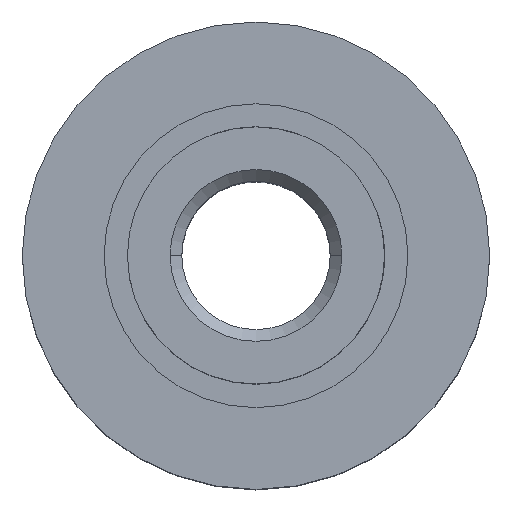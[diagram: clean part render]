
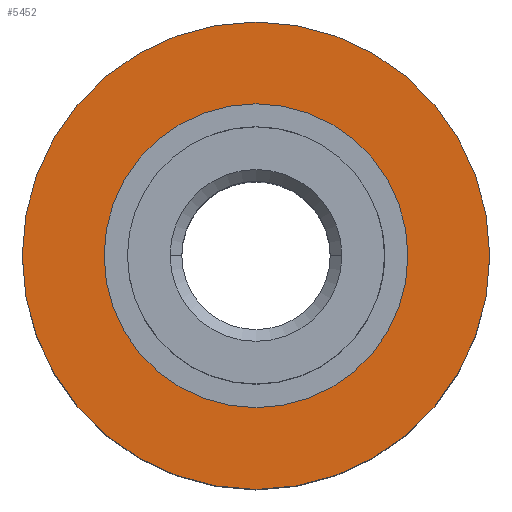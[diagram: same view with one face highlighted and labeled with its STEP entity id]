
A CAD part, top view. The second image highlights one B-rep face of the part: STEP entity #5452.
In plain terms, the highlighted planar face has unit normal (0, 0, 1).
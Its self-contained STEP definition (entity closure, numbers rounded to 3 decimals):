
#273 = CIRCLE ( 'NONE', #2827, 10. ) ;
#284 = CIRCLE ( 'NONE', #2832, 6.5 ) ;
#535 = AXIS2_PLACEMENT_3D ( 'NONE', #4838, #4836, #4842 ) ;
#648 = EDGE_CURVE ( 'NONE', #3303, #3334, #273, .T. ) ;
#656 = EDGE_CURVE ( 'NONE', #3320, #3335, #284, .T. ) ;
#867 = CIRCLE ( 'NONE', #1768, 10. ) ;
#868 = CIRCLE ( 'NONE', #1769, 6.5 ) ;
#1155 = FACE_BOUND ( 'NONE', #3716, .T. ) ;
#1162 = FACE_OUTER_BOUND ( 'NONE', #3714, .T. ) ;
#1768 = AXIS2_PLACEMENT_3D ( 'NONE', #4407, #4408, #4409 ) ;
#1769 = AXIS2_PLACEMENT_3D ( 'NONE', #4410, #4411, #4412 ) ;
#2308 = CARTESIAN_POINT ( 'NONE',  ( 10., 0., 6.401 ) ) ;
#2325 = CARTESIAN_POINT ( 'NONE',  ( -6.5, 0., 6.401 ) ) ;
#2339 = CARTESIAN_POINT ( 'NONE',  ( -10., 0., 6.401 ) ) ;
#2340 = CARTESIAN_POINT ( 'NONE',  ( 6.5, 0., 6.401 ) ) ;
#2827 = AXIS2_PLACEMENT_3D ( 'NONE', #2935, #2936, #2937 ) ;
#2832 = AXIS2_PLACEMENT_3D ( 'NONE', #2954, #2955, #2956 ) ;
#2935 = CARTESIAN_POINT ( 'NONE',  ( 0., 0., 6.401 ) ) ;
#2936 = DIRECTION ( 'NONE',  ( 0., 0., 1. ) ) ;
#2937 = DIRECTION ( 'NONE',  ( 1., 0., 0. ) ) ;
#2954 = CARTESIAN_POINT ( 'NONE',  ( 0., 0., 6.401 ) ) ;
#2955 = DIRECTION ( 'NONE',  ( 0., 0., -1. ) ) ;
#2956 = DIRECTION ( 'NONE',  ( -1., 0., 0. ) ) ;
#3303 = VERTEX_POINT ( 'NONE', #2308 ) ;
#3320 = VERTEX_POINT ( 'NONE', #2325 ) ;
#3334 = VERTEX_POINT ( 'NONE', #2339 ) ;
#3335 = VERTEX_POINT ( 'NONE', #2340 ) ;
#3714 = EDGE_LOOP ( 'NONE', ( #3773, #3780 ) ) ;
#3716 = EDGE_LOOP ( 'NONE', ( #3757, #3781 ) ) ;
#3757 = ORIENTED_EDGE ( 'NONE', *, *, #5309, .T. ) ;
#3773 = ORIENTED_EDGE ( 'NONE', *, *, #648, .T. ) ;
#3780 = ORIENTED_EDGE ( 'NONE', *, *, #5308, .T. ) ;
#3781 = ORIENTED_EDGE ( 'NONE', *, *, #656, .T. ) ;
#4407 = CARTESIAN_POINT ( 'NONE',  ( 0., 0., 6.401 ) ) ;
#4408 = DIRECTION ( 'NONE',  ( 0., 0., 1. ) ) ;
#4409 = DIRECTION ( 'NONE',  ( 1., 0., 0. ) ) ;
#4410 = CARTESIAN_POINT ( 'NONE',  ( 0., 0., 6.401 ) ) ;
#4411 = DIRECTION ( 'NONE',  ( 0., 0., -1. ) ) ;
#4412 = DIRECTION ( 'NONE',  ( -1., 0., 0. ) ) ;
#4836 = DIRECTION ( 'NONE',  ( 0., 0., -1. ) ) ;
#4838 = CARTESIAN_POINT ( 'NONE',  ( 0., 10., 6.401 ) ) ;
#4840 = PLANE ( 'NONE',  #535 ) ;
#4842 = DIRECTION ( 'NONE',  ( -1., 0., 0. ) ) ;
#5308 = EDGE_CURVE ( 'NONE', #3334, #3303, #867, .T. ) ;
#5309 = EDGE_CURVE ( 'NONE', #3335, #3320, #868, .T. ) ;
#5452 = ADVANCED_FACE ( 'NONE', ( #1155, #1162 ), #4840, .F. ) ;
